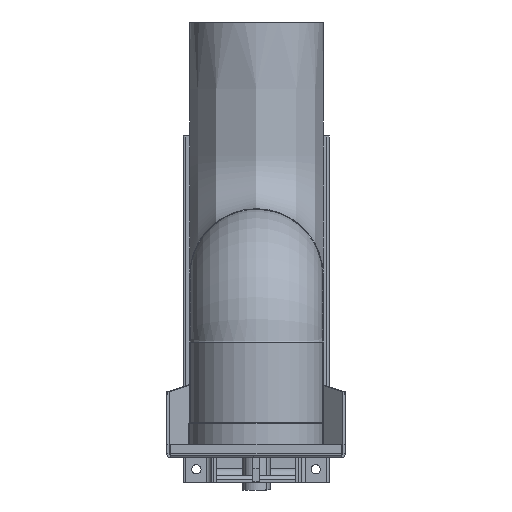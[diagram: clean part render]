
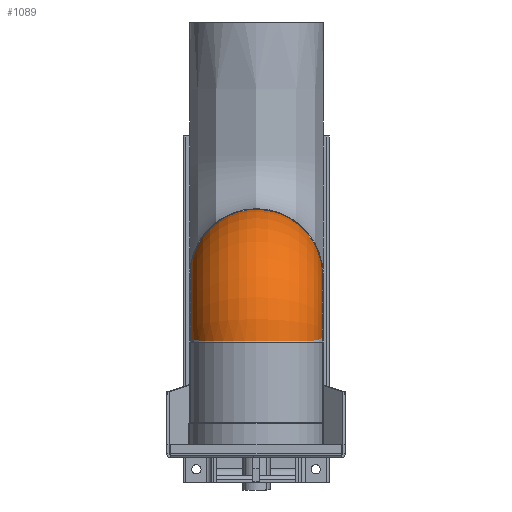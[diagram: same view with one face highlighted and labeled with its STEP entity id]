
A CAD part, front view. The second image highlights one B-rep face of the part: STEP entity #1089.
In plain terms, the highlighted toroidal (fillet/blend) face has major radius 100 mm and minor radius 99 mm.
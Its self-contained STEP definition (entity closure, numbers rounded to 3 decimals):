
#1089 = ADVANCED_FACE( '', ( #2346, #2347 ), #2348, .F. );
#2346 = FACE_OUTER_BOUND( '', #3834, .T. );
#2347 = FACE_OUTER_BOUND( '', #3835, .T. );
#2348 = TOROIDAL_SURFACE( '', #3836, 100., 99. );
#3834 = EDGE_LOOP( '', ( #7498 ) );
#3835 = EDGE_LOOP( '', ( #7499 ) );
#3836 = AXIS2_PLACEMENT_3D( '', #7500, #7501, #7502 );
#7498 = ORIENTED_EDGE( '', *, *, #10135, .F. );
#7499 = ORIENTED_EDGE( '', *, *, #10136, .T. );
#7500 = CARTESIAN_POINT( '', ( 0.613, -1903.439, 99.299 ) );
#7501 = DIRECTION( '', ( -1., 0., 0. ) );
#7502 = DIRECTION( '', ( 0., 0., 1. ) );
#10135 = EDGE_CURVE( '', #11837, #11837, #11838, .T. );
#10136 = EDGE_CURVE( '', #11839, #11839, #11840, .T. );
#11837 = VERTEX_POINT( '', #14517 );
#11838 = CIRCLE( '', #14518, 99. );
#11839 = VERTEX_POINT( '', #14519 );
#11840 = B_SPLINE_CURVE_WITH_KNOTS( '', 3, ( #14520, #14521, #14522, #14523, #14524, #14525, #14526, #14527, #14528, #14529, #14530, #14531, #14532, #14533, #14534, #14535, #14536, #14537, #14538, #14539, #14540, #14541, #14542, #14543, #14544, #14545, #14546, #14547, #14548, #14549, #14550, #14551, #14552, #14553, #14554, #14555, #14556, #14557, #14558, #14559, #14560, #14561, #14562, #14563, #14564, #14565, #14566, #14567, #14568, #14569, #14570, #14571, #14572, #14573, #14574, #14575, #14576, #14577, #14578, #14579, #14580, #14581, #14582, #14583, #14584, #14585 ), .UNSPECIFIED., .T., .F., ( 2, 2, 2, 2, 2, 2, 2, 2, 2, 2, 2, 2, 2, 2, 2, 2, 2, 2, 2, 2, 2, 2, 2, 2, 2, 2, 2, 2, 2, 2, 2, 2, 2, 2, 2 ), ( -0.031, 0., 0.031, 0.062, 0.094, 0.125, 0.156, 0.188, 0.219, 0.25, 0.281, 0.313, 0.344, 0.375, 0.406, 0.438, 0.469, 0.5, 0.531, 0.563, 0.594, 0.625, 0.656, 0.688, 0.719, 0.75, 0.781, 0.813, 0.844, 0.875, 0.906, 0.938, 0.969, 1., 1.031 ), .UNSPECIFIED. );
#14517 = CARTESIAN_POINT( '', ( 0.613, -2102.439, 99.299 ) );
#14518 = AXIS2_PLACEMENT_3D( '', #15923, #15924, #15925 );
#14519 = CARTESIAN_POINT( '', ( 0.613, -1903.439, 100.299 ) );
#14520 = CARTESIAN_POINT( '', ( 7.093, -1903.439, 100.299 ) );
#14521 = CARTESIAN_POINT( '', ( -5.866, -1903.439, 100.299 ) );
#14522 = CARTESIAN_POINT( '', ( -12.346, -1903.439, 100.937 ) );
#14523 = CARTESIAN_POINT( '', ( -25.056, -1903.439, 103.465 ) );
#14524 = CARTESIAN_POINT( '', ( -31.286, -1903.439, 105.355 ) );
#14525 = CARTESIAN_POINT( '', ( -43.259, -1903.439, 110.314 ) );
#14526 = CARTESIAN_POINT( '', ( -49.001, -1903.439, 113.384 ) );
#14527 = CARTESIAN_POINT( '', ( -59.776, -1903.439, 120.583 ) );
#14528 = CARTESIAN_POINT( '', ( -64.809, -1903.439, 124.714 ) );
#14529 = CARTESIAN_POINT( '', ( -73.972, -1903.439, 133.877 ) );
#14530 = CARTESIAN_POINT( '', ( -78.102, -1903.439, 138.91 ) );
#14531 = CARTESIAN_POINT( '', ( -85.302, -1903.439, 149.685 ) );
#14532 = CARTESIAN_POINT( '', ( -88.371, -1903.439, 155.427 ) );
#14533 = CARTESIAN_POINT( '', ( -93.33, -1903.439, 167.4 ) );
#14534 = CARTESIAN_POINT( '', ( -95.22, -1903.439, 173.63 ) );
#14535 = CARTESIAN_POINT( '', ( -97.749, -1903.439, 186.34 ) );
#14536 = CARTESIAN_POINT( '', ( -98.387, -1903.439, 192.819 ) );
#14537 = CARTESIAN_POINT( '', ( -98.387, -1903.439, 205.778 ) );
#14538 = CARTESIAN_POINT( '', ( -97.749, -1903.439, 212.258 ) );
#14539 = CARTESIAN_POINT( '', ( -95.22, -1903.439, 224.968 ) );
#14540 = CARTESIAN_POINT( '', ( -93.33, -1903.439, 231.198 ) );
#14541 = CARTESIAN_POINT( '', ( -88.371, -1903.439, 243.171 ) );
#14542 = CARTESIAN_POINT( '', ( -85.302, -1903.439, 248.913 ) );
#14543 = CARTESIAN_POINT( '', ( -78.102, -1903.439, 259.688 ) );
#14544 = CARTESIAN_POINT( '', ( -73.972, -1903.439, 264.721 ) );
#14545 = CARTESIAN_POINT( '', ( -64.809, -1903.439, 273.884 ) );
#14546 = CARTESIAN_POINT( '', ( -59.776, -1903.439, 278.015 ) );
#14547 = CARTESIAN_POINT( '', ( -49.001, -1903.439, 285.214 ) );
#14548 = CARTESIAN_POINT( '', ( -43.259, -1903.439, 288.283 ) );
#14549 = CARTESIAN_POINT( '', ( -31.286, -1903.439, 293.243 ) );
#14550 = CARTESIAN_POINT( '', ( -25.056, -1903.439, 295.133 ) );
#14551 = CARTESIAN_POINT( '', ( -12.346, -1903.439, 297.661 ) );
#14552 = CARTESIAN_POINT( '', ( -5.866, -1903.439, 298.299 ) );
#14553 = CARTESIAN_POINT( '', ( 7.093, -1903.439, 298.299 ) );
#14554 = CARTESIAN_POINT( '', ( 13.572, -1903.439, 297.661 ) );
#14555 = CARTESIAN_POINT( '', ( 26.282, -1903.439, 295.133 ) );
#14556 = CARTESIAN_POINT( '', ( 32.513, -1903.439, 293.243 ) );
#14557 = CARTESIAN_POINT( '', ( 44.485, -1903.439, 288.283 ) );
#14558 = CARTESIAN_POINT( '', ( 50.227, -1903.439, 285.214 ) );
#14559 = CARTESIAN_POINT( '', ( 61.002, -1903.439, 278.015 ) );
#14560 = CARTESIAN_POINT( '', ( 66.035, -1903.439, 273.884 ) );
#14561 = CARTESIAN_POINT( '', ( 75.199, -1903.439, 264.721 ) );
#14562 = CARTESIAN_POINT( '', ( 79.329, -1903.439, 259.688 ) );
#14563 = CARTESIAN_POINT( '', ( 86.529, -1903.439, 248.913 ) );
#14564 = CARTESIAN_POINT( '', ( 89.598, -1903.439, 243.171 ) );
#14565 = CARTESIAN_POINT( '', ( 94.557, -1903.439, 231.198 ) );
#14566 = CARTESIAN_POINT( '', ( 96.447, -1903.439, 224.968 ) );
#14567 = CARTESIAN_POINT( '', ( 98.975, -1903.439, 212.258 ) );
#14568 = CARTESIAN_POINT( '', ( 99.613, -1903.439, 205.778 ) );
#14569 = CARTESIAN_POINT( '', ( 99.613, -1903.439, 192.819 ) );
#14570 = CARTESIAN_POINT( '', ( 98.975, -1903.439, 186.34 ) );
#14571 = CARTESIAN_POINT( '', ( 96.447, -1903.439, 173.63 ) );
#14572 = CARTESIAN_POINT( '', ( 94.557, -1903.439, 167.4 ) );
#14573 = CARTESIAN_POINT( '', ( 89.598, -1903.439, 155.427 ) );
#14574 = CARTESIAN_POINT( '', ( 86.529, -1903.439, 149.685 ) );
#14575 = CARTESIAN_POINT( '', ( 79.329, -1903.439, 138.91 ) );
#14576 = CARTESIAN_POINT( '', ( 75.199, -1903.439, 133.877 ) );
#14577 = CARTESIAN_POINT( '', ( 66.035, -1903.439, 124.714 ) );
#14578 = CARTESIAN_POINT( '', ( 61.002, -1903.439, 120.583 ) );
#14579 = CARTESIAN_POINT( '', ( 50.227, -1903.439, 113.384 ) );
#14580 = CARTESIAN_POINT( '', ( 44.485, -1903.439, 110.314 ) );
#14581 = CARTESIAN_POINT( '', ( 32.513, -1903.439, 105.355 ) );
#14582 = CARTESIAN_POINT( '', ( 26.282, -1903.439, 103.465 ) );
#14583 = CARTESIAN_POINT( '', ( 13.572, -1903.439, 100.937 ) );
#14584 = CARTESIAN_POINT( '', ( 7.093, -1903.439, 100.299 ) );
#14585 = CARTESIAN_POINT( '', ( -5.866, -1903.439, 100.299 ) );
#15923 = CARTESIAN_POINT( '', ( 0.613, -2003.439, 99.299 ) );
#15924 = DIRECTION( '', ( 0., 0., 1. ) );
#15925 = DIRECTION( '', ( 0., -1., 0. ) );
